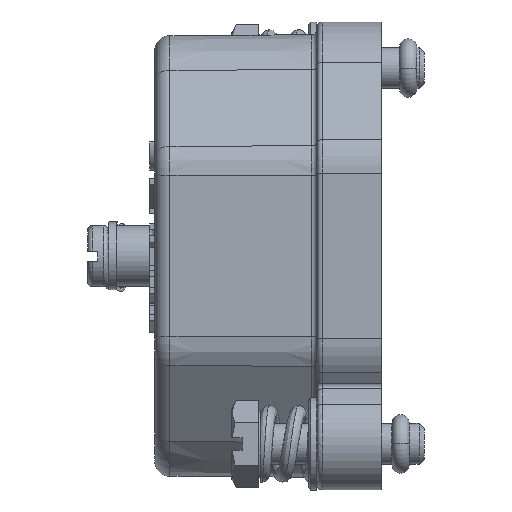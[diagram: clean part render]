
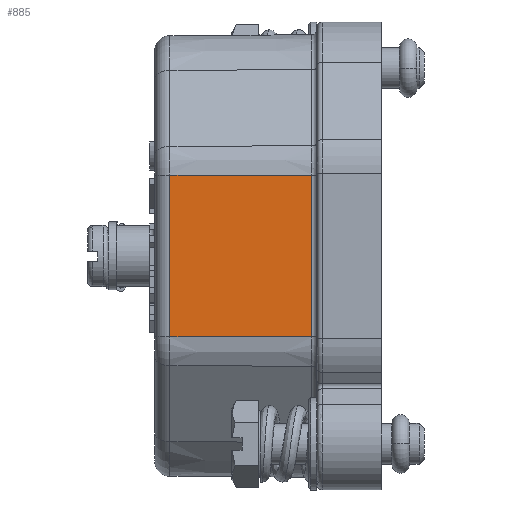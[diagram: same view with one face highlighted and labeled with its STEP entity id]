
A CAD part, front view. The second image highlights one B-rep face of the part: STEP entity #885.
In plain terms, the highlighted planar face has unit normal (-0.005, -1, 0).
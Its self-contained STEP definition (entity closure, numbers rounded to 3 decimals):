
#885=ADVANCED_FACE('NONE',(#1448),#1237,.T.);
#1237=PLANE('',#7387);
#1448=FACE_OUTER_BOUND('',#1865,.T.);
#1865=EDGE_LOOP('',(#3107,#3108,#3109,#3110));
#3107=ORIENTED_EDGE('',*,*,#5659,.F.);
#3108=ORIENTED_EDGE('',*,*,#5628,.F.);
#3109=ORIENTED_EDGE('',*,*,#5661,.T.);
#3110=ORIENTED_EDGE('',*,*,#5662,.T.);
#4864=VERTEX_POINT('',#12877);
#4865=VERTEX_POINT('',#12881);
#4884=VERTEX_POINT('',#12953);
#4885=VERTEX_POINT('',#12957);
#5628=EDGE_CURVE('NONE',#4865,#4864,#6454,.T.);
#5659=EDGE_CURVE('NONE',#4864,#4884,#6466,.T.);
#5661=EDGE_CURVE('NONE',#4865,#4885,#6467,.T.);
#5662=EDGE_CURVE('NONE',#4885,#4884,#6468,.T.);
#6454=LINE('',#12882,#6870);
#6466=LINE('',#12952,#6882);
#6467=LINE('',#12956,#6883);
#6468=LINE('',#12958,#6884);
#6870=VECTOR('',#8322,1.);
#6882=VECTOR('',#8390,1.);
#6883=VECTOR('',#8395,1.);
#6884=VECTOR('',#8396,1.);
#7387=AXIS2_PLACEMENT_3D('',#12959,#8397,#8398);
#8322=DIRECTION('',(0.,0.,1.));
#8390=DIRECTION('',(1.,-0.005,0.));
#8395=DIRECTION('',(1.,-0.005,0.));
#8396=DIRECTION('',(0.,0.,1.));
#8397=DIRECTION('',(-0.005,-1.,0.));
#8398=DIRECTION('',(-1.,0.005,0.));
#12877=CARTESIAN_POINT('',(-34.358,12.601,7.9));
#12881=CARTESIAN_POINT('',(-34.358,12.601,-7.9));
#12882=CARTESIAN_POINT('',(-34.358,12.601,-8.02));
#12952=CARTESIAN_POINT('',(498980.,-2600.256,7.9));
#12953=CARTESIAN_POINT('',(-20.497,12.528,7.9));
#12956=CARTESIAN_POINT('',(-20.,12.526,-7.9));
#12957=CARTESIAN_POINT('',(-20.497,12.528,-7.9));
#12958=CARTESIAN_POINT('',(-20.497,12.528,-8.838));
#12959=CARTESIAN_POINT('',(-20.,12.526,-8.838));
